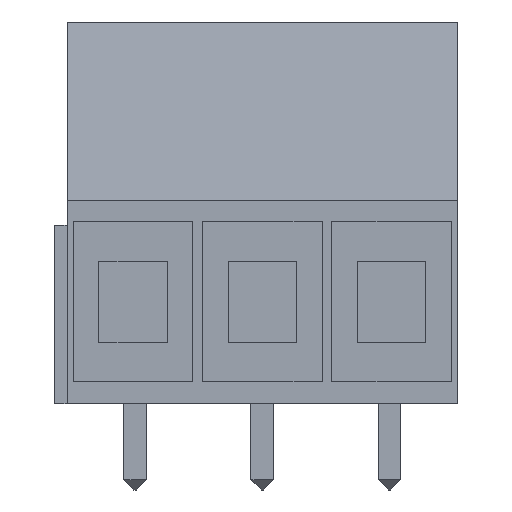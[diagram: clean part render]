
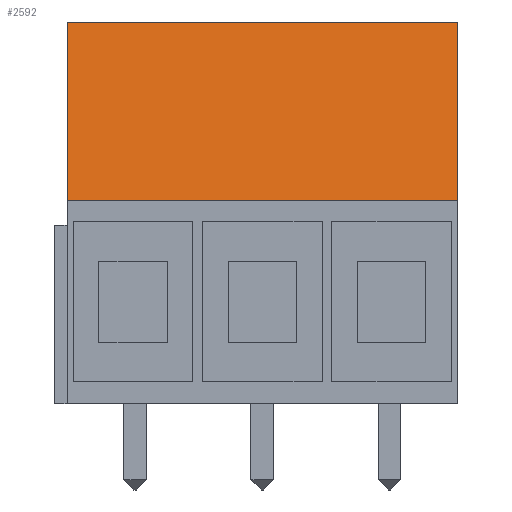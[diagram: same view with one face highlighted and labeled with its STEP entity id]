
A CAD part, front view. The second image highlights one B-rep face of the part: STEP entity #2592.
In plain terms, the highlighted planar face has unit normal (0, -0.984, 0.176).
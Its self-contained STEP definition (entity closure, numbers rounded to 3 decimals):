
#2456=CARTESIAN_POINT('',(7.675,-3.75,8.0));
#2457=VERTEX_POINT('',#2456);
#2466=CARTESIAN_POINT('',(-7.675,-3.75,8.0));
#2467=VERTEX_POINT('',#2466);
#2468=CARTESIAN_POINT('',(7.675,-3.75,8.0));
#2469=DIRECTION('',(-1.0,0.0,0.0));
#2470=VECTOR('',#2469,15.35);
#2471=LINE('',#2468,#2470);
#2472=EDGE_CURVE('',#2457,#2467,#2471,.T.);
#2562=CARTESIAN_POINT('',(7.5,-2.5,15.));
#2563=DIRECTION('',(0.,-0.984,0.176));
#2564=DIRECTION('',(0.0,-0.176,-0.984));
#2565=AXIS2_PLACEMENT_3D('',#2562,#2563,#2564);
#2566=PLANE('',#2565);
#2567=CARTESIAN_POINT('',(-7.675,-2.5,15.));
#2568=VERTEX_POINT('',#2567);
#2569=CARTESIAN_POINT('',(-7.675,-2.5,15.));
#2570=DIRECTION('',(0.0,-0.176,-0.984));
#2571=VECTOR('',#2570,7.111);
#2572=LINE('',#2569,#2571);
#2573=EDGE_CURVE('',#2568,#2467,#2572,.T.);
#2574=ORIENTED_EDGE('',*,*,#2573,.T.);
#2575=ORIENTED_EDGE('',*,*,#2472,.F.);
#2576=CARTESIAN_POINT('',(7.675,-2.5,15.));
#2577=VERTEX_POINT('',#2576);
#2578=CARTESIAN_POINT('',(7.675,-2.5,15.));
#2579=DIRECTION('',(0.,-0.176,-0.984));
#2580=VECTOR('',#2579,7.111);
#2581=LINE('',#2578,#2580);
#2582=EDGE_CURVE('',#2577,#2457,#2581,.T.);
#2583=ORIENTED_EDGE('',*,*,#2582,.F.);
#2584=CARTESIAN_POINT('',(7.675,-2.5,15.));
#2585=DIRECTION('',(-1.0,0.0,0.0));
#2586=VECTOR('',#2585,15.35);
#2587=LINE('',#2584,#2586);
#2588=EDGE_CURVE('',#2577,#2568,#2587,.T.);
#2589=ORIENTED_EDGE('',*,*,#2588,.T.);
#2590=EDGE_LOOP('',(#2574,#2575,#2583,#2589));
#2591=FACE_OUTER_BOUND('',#2590,.T.);
#2592=ADVANCED_FACE('',(#2591),#2566,.T.);
